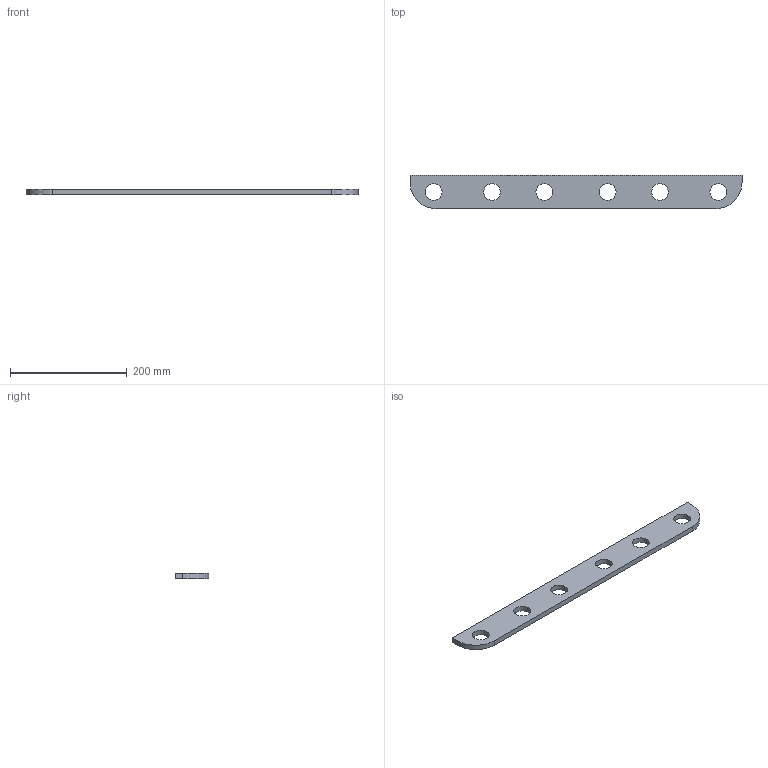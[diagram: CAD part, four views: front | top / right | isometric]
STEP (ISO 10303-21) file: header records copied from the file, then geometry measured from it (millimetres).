
FILE_DESCRIPTION(/* description */ (''),/* implementation_level */ '2;1');
FILE_NAME(/* name */ 'BT-BTK120-DriveFrameSide.stp',/* time_stamp */ '2016-09-25T13:34:14-04:00',/* author */ ('vslabsal'),/* organization */ (''),/* preprocessor_version */ 'ST-DEVELOPER v16.5',/* originating_system */ 'Autodesk Inventor 2017',/* authorisation */ '');
FILE_SCHEMA (('AUTOMOTIVE_DESIGN { 1 0 10303 214 3 1 1 }'));
Length unit declared in the file: millimetre
Products named in the file (1): BT-BTK120-DriveFrameSide
Bounding box: 568.96 x 57.15 x 9.53 mm (x, y, z)
Volume: 264786.6 mm3; surface area: 72288.1 mm2
Topology: 1 solids, 1 shells, 14 faces, 36 edges, 24 vertices
Faces by surface type: cylinder 8, plane 6
Full cylindrical faces by diameter (mm): 28.575 x6
Entity records: 460 total; most frequent: DIRECTION 76, CARTESIAN_POINT 69, ORIENTED_EDGE 60, EDGE_LOOP 32, AXIS2_PLACEMENT_3D 31, EDGE_CURVE 30, VERTEX_POINT 24, FACE_BOUND 18
